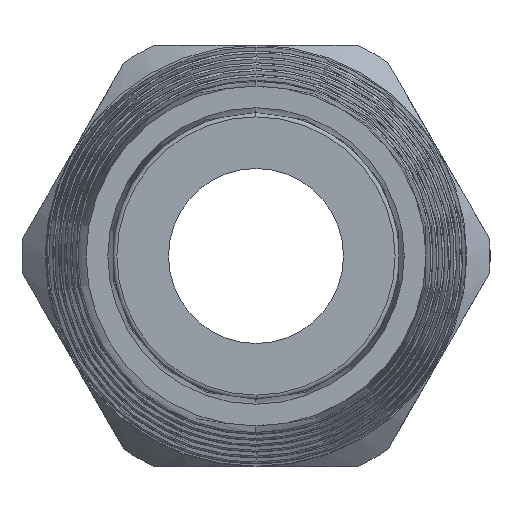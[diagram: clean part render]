
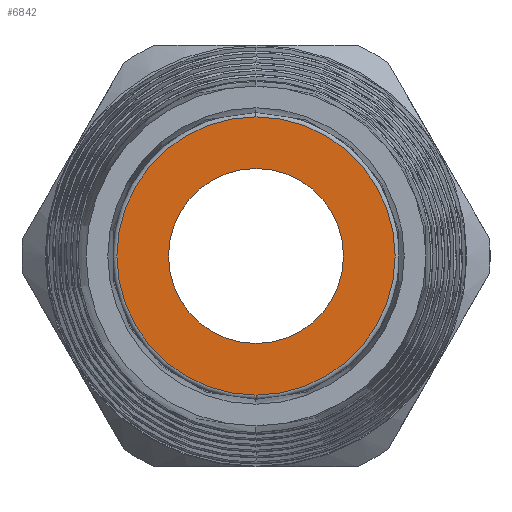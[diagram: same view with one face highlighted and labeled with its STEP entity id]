
A CAD part, left-side view. The second image highlights one B-rep face of the part: STEP entity #6842.
In plain terms, the highlighted planar face has unit normal (-1, 0, 0).
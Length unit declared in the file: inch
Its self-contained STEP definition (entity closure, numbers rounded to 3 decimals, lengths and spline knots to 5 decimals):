
#6798 = EDGE_CURVE ( 'NONE', #6816, #6799, #9116, .T. ) ;
#6799 = VERTEX_POINT ( 'NONE', #9111 ) ;
#6807 = EDGE_CURVE ( 'NONE', #6808, #6809, #9165, .T. ) ;
#6808 = VERTEX_POINT ( 'NONE', #9160 ) ;
#6809 = VERTEX_POINT ( 'NONE', #9159 ) ;
#6816 = VERTEX_POINT ( 'NONE', #9147 ) ;
#6839 = EDGE_CURVE ( 'NONE', #6809, #6808, #9173, .T. ) ;
#6842 = ADVANCED_FACE ( 'NONE', ( #9174, #9236 ), #9235, .T. ) ;
#6843 = EDGE_LOOP ( 'NONE', ( #6844, #6849 ) ) ;
#6844 = ORIENTED_EDGE ( 'NONE', *, *, #6845, .T. ) ;
#6845 = EDGE_CURVE ( 'NONE', #6799, #6816, #9230, .T. ) ;
#6849 = ORIENTED_EDGE ( 'NONE', *, *, #6798, .T. ) ;
#6850 = EDGE_LOOP ( 'NONE', ( #6851, #6852 ) ) ;
#6851 = ORIENTED_EDGE ( 'NONE', *, *, #6807, .F. ) ;
#6852 = ORIENTED_EDGE ( 'NONE', *, *, #6839, .F. ) ;
#9111 = CARTESIAN_POINT ( 'NONE',  ( -1.26, 0., -0.195 ) ) ;
#9112 = DIRECTION ( 'NONE',  ( 0., 0., -1. ) ) ;
#9113 = DIRECTION ( 'NONE',  ( 1., 0., 0. ) ) ;
#9114 = CARTESIAN_POINT ( 'NONE',  ( -1.26, 0., 0. ) ) ;
#9115 = AXIS2_PLACEMENT_3D ( 'NONE', #9114, #9113, #9112 ) ;
#9116 = CIRCLE ( 'NONE', #9115, 0.195 ) ;
#9147 = CARTESIAN_POINT ( 'NONE',  ( -1.26, 0., 0.195 ) ) ;
#9159 = CARTESIAN_POINT ( 'NONE',  ( -1.26, 0., 0.31 ) ) ;
#9160 = CARTESIAN_POINT ( 'NONE',  ( -1.26, 0., -0.31 ) ) ;
#9161 = DIRECTION ( 'NONE',  ( 0., 0., -1. ) ) ;
#9162 = DIRECTION ( 'NONE',  ( 1., 0., 0. ) ) ;
#9163 = CARTESIAN_POINT ( 'NONE',  ( -1.26, 0., 0. ) ) ;
#9164 = AXIS2_PLACEMENT_3D ( 'NONE', #9163, #9162, #9161 ) ;
#9165 = CIRCLE ( 'NONE', #9164, 0.31 ) ;
#9169 = DIRECTION ( 'NONE',  ( 0., 0., -1. ) ) ;
#9170 = DIRECTION ( 'NONE',  ( 1., 0., 0. ) ) ;
#9171 = CARTESIAN_POINT ( 'NONE',  ( -1.26, 0., 0. ) ) ;
#9172 = AXIS2_PLACEMENT_3D ( 'NONE', #9171, #9170, #9169 ) ;
#9173 = CIRCLE ( 'NONE', #9172, 0.31 ) ;
#9174 = FACE_BOUND ( 'NONE', #6843, .T. ) ;
#9226 = DIRECTION ( 'NONE',  ( 0., 0., -1. ) ) ;
#9227 = DIRECTION ( 'NONE',  ( 1., 0., 0. ) ) ;
#9228 = CARTESIAN_POINT ( 'NONE',  ( -1.26, 0., 0. ) ) ;
#9229 = AXIS2_PLACEMENT_3D ( 'NONE', #9228, #9227, #9226 ) ;
#9230 = CIRCLE ( 'NONE', #9229, 0.195 ) ;
#9231 = DIRECTION ( 'NONE',  ( 0., 0., 1. ) ) ;
#9232 = DIRECTION ( 'NONE',  ( -1., 0., 0. ) ) ;
#9233 = CARTESIAN_POINT ( 'NONE',  ( -1.26, 0.31, 0. ) ) ;
#9234 = AXIS2_PLACEMENT_3D ( 'NONE', #9233, #9232, #9231 ) ;
#9235 = PLANE ( 'NONE',  #9234 ) ;
#9236 = FACE_OUTER_BOUND ( 'NONE', #6850, .T. ) ;
